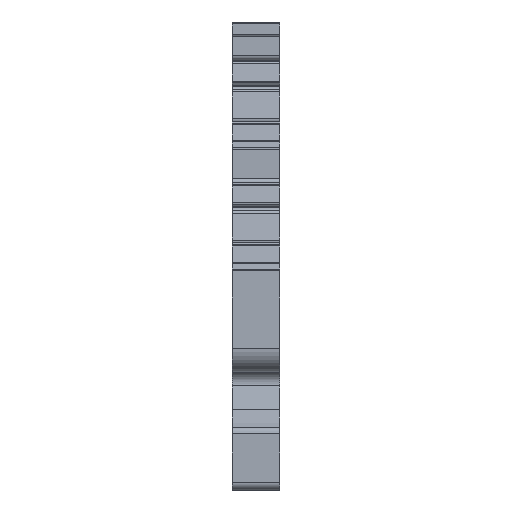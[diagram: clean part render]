
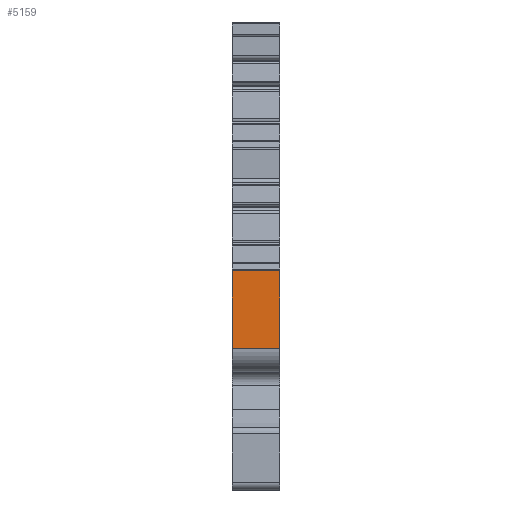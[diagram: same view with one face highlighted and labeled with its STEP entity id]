
A CAD part, left-side view. The second image highlights one B-rep face of the part: STEP entity #5159.
In plain terms, the highlighted planar face has unit normal (-1, 0, 0).
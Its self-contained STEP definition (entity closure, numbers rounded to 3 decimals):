
#2079 = LINE ( 'NONE', #5689, #12589 ) ;
#2975 = EDGE_CURVE ( 'NONE', #6185, #8236, #25123, .T. ) ;
#4066 = LINE ( 'NONE', #27510, #10823 ) ;
#4858 = VERTEX_POINT ( 'NONE', #32853 ) ;
#5159 = ADVANCED_FACE ( 'NONE', ( #21116 ), #13667, .F. ) ;
#5249 = DIRECTION ( 'NONE',  ( 0., 0., 1. ) ) ;
#5689 = CARTESIAN_POINT ( 'NONE',  ( -70.5, 5., 7.613 ) ) ;
#6185 = VERTEX_POINT ( 'NONE', #29474 ) ;
#7355 = VERTEX_POINT ( 'NONE', #25880 ) ;
#7375 = DIRECTION ( 'NONE',  ( 0., 0., 1. ) ) ;
#8236 = VERTEX_POINT ( 'NONE', #22285 ) ;
#9222 = CARTESIAN_POINT ( 'NONE',  ( -70.5, 5., 15.72 ) ) ;
#10224 = DIRECTION ( 'NONE',  ( 0., -1., 0. ) ) ;
#10823 = VECTOR ( 'NONE', #7375, 1000. ) ;
#12589 = VECTOR ( 'NONE', #18393, 1000. ) ;
#13001 = ORIENTED_EDGE ( 'NONE', *, *, #35486, .F. ) ;
#13667 = PLANE ( 'NONE',  #16976 ) ;
#15345 = VECTOR ( 'NONE', #10224, 1000. ) ;
#16976 = AXIS2_PLACEMENT_3D ( 'NONE', #17260, #17021, #44038 ) ;
#17021 = DIRECTION ( 'NONE',  ( 1., 0., 0. ) ) ;
#17260 = CARTESIAN_POINT ( 'NONE',  ( -70.5, 5., 15.72 ) ) ;
#18393 = DIRECTION ( 'NONE',  ( 0., -1., 0. ) ) ;
#20993 = LINE ( 'NONE', #9222, #15345 ) ;
#21116 = FACE_OUTER_BOUND ( 'NONE', #41210, .T. ) ;
#22285 = CARTESIAN_POINT ( 'NONE',  ( -70.5, 0., 15.72 ) ) ;
#22542 = ORIENTED_EDGE ( 'NONE', *, *, #2975, .T. ) ;
#25123 = LINE ( 'NONE', #48279, #38532 ) ;
#25880 = CARTESIAN_POINT ( 'NONE',  ( -70.5, 5., 7.613 ) ) ;
#27510 = CARTESIAN_POINT ( 'NONE',  ( -70.5, 5., 15.72 ) ) ;
#29474 = CARTESIAN_POINT ( 'NONE',  ( -70.5, 0., 7.613 ) ) ;
#30384 = ORIENTED_EDGE ( 'NONE', *, *, #39578, .F. ) ;
#32853 = CARTESIAN_POINT ( 'NONE',  ( -70.5, 5., 15.72 ) ) ;
#35486 = EDGE_CURVE ( 'NONE', #4858, #8236, #20993, .T. ) ;
#38532 = VECTOR ( 'NONE', #5249, 1000. ) ;
#39578 = EDGE_CURVE ( 'NONE', #7355, #4858, #4066, .T. ) ;
#40007 = ORIENTED_EDGE ( 'NONE', *, *, #45664, .T. ) ;
#41210 = EDGE_LOOP ( 'NONE', ( #22542, #13001, #30384, #40007 ) ) ;
#44038 = DIRECTION ( 'NONE',  ( 0., 0., -1. ) ) ;
#45664 = EDGE_CURVE ( 'NONE', #7355, #6185, #2079, .T. ) ;
#48279 = CARTESIAN_POINT ( 'NONE',  ( -70.5, 0., 15.72 ) ) ;
